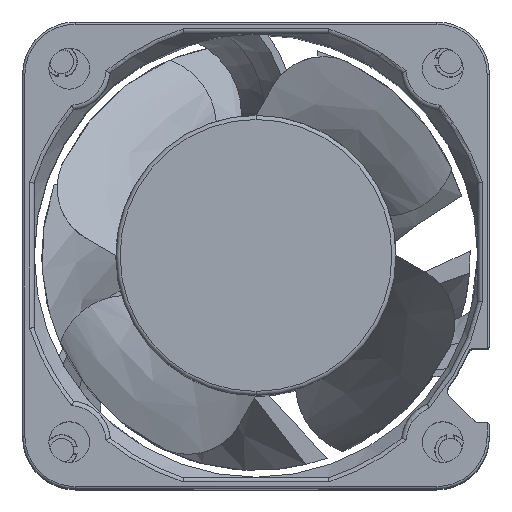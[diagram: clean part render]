
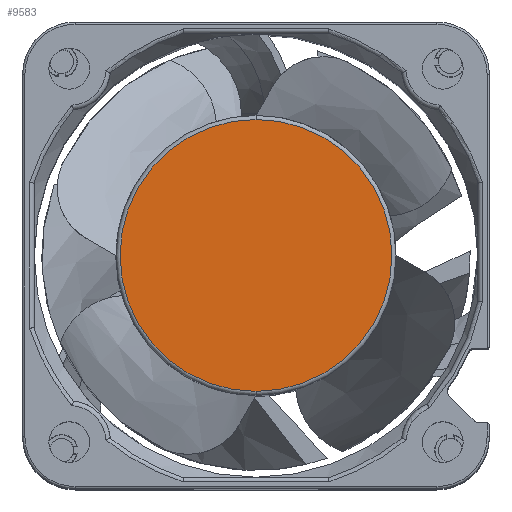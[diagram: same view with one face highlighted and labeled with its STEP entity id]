
A CAD part, top view. The second image highlights one B-rep face of the part: STEP entity #9583.
In plain terms, the highlighted planar face has unit normal (0, 0, 1).
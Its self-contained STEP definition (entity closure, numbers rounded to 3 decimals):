
#303 = AXIS2_PLACEMENT_3D ( 'NONE', #3988, #1847, #13009 ) ;
#328 = CIRCLE ( 'NONE', #11514, 11.65 ) ;
#1055 = VERTEX_POINT ( 'NONE', #8556 ) ;
#1847 = DIRECTION ( 'NONE',  ( 0., 0., 1. ) ) ;
#2650 = CARTESIAN_POINT ( 'NONE',  ( 0., 0., -0.6 ) ) ;
#3252 = EDGE_LOOP ( 'NONE', ( #4777, #9737 ) ) ;
#3347 = VERTEX_POINT ( 'NONE', #6139 ) ;
#3447 = DIRECTION ( 'NONE',  ( 0., 1., 0. ) ) ;
#3762 = DIRECTION ( 'NONE',  ( 0., 1., 0. ) ) ;
#3988 = CARTESIAN_POINT ( 'NONE',  ( 0., 0., -0.6 ) ) ;
#4777 = ORIENTED_EDGE ( 'NONE', *, *, #6725, .F. ) ;
#6139 = CARTESIAN_POINT ( 'NONE',  ( 0., 11.65, -0.6 ) ) ;
#6725 = EDGE_CURVE ( 'NONE', #3347, #1055, #10650, .T. ) ;
#7409 = FACE_OUTER_BOUND ( 'NONE', #3252, .T. ) ;
#8556 = CARTESIAN_POINT ( 'NONE',  ( 0., -11.65, -0.6 ) ) ;
#9122 = CARTESIAN_POINT ( 'NONE',  ( 0., 0., -0.6 ) ) ;
#9583 = ADVANCED_FACE ( 'NONE', ( #7409 ), #10476, .T. ) ;
#9708 = AXIS2_PLACEMENT_3D ( 'NONE', #9122, #12178, #3447 ) ;
#9737 = ORIENTED_EDGE ( 'NONE', *, *, #10692, .F. ) ;
#10476 = PLANE ( 'NONE',  #303 ) ;
#10650 = CIRCLE ( 'NONE', #9708, 11.65 ) ;
#10692 = EDGE_CURVE ( 'NONE', #1055, #3347, #328, .T. ) ;
#11514 = AXIS2_PLACEMENT_3D ( 'NONE', #2650, #13941, #3762 ) ;
#12178 = DIRECTION ( 'NONE',  ( 0., 0., -1. ) ) ;
#13009 = DIRECTION ( 'NONE',  ( 0., -1., 0. ) ) ;
#13941 = DIRECTION ( 'NONE',  ( 0., 0., -1. ) ) ;
